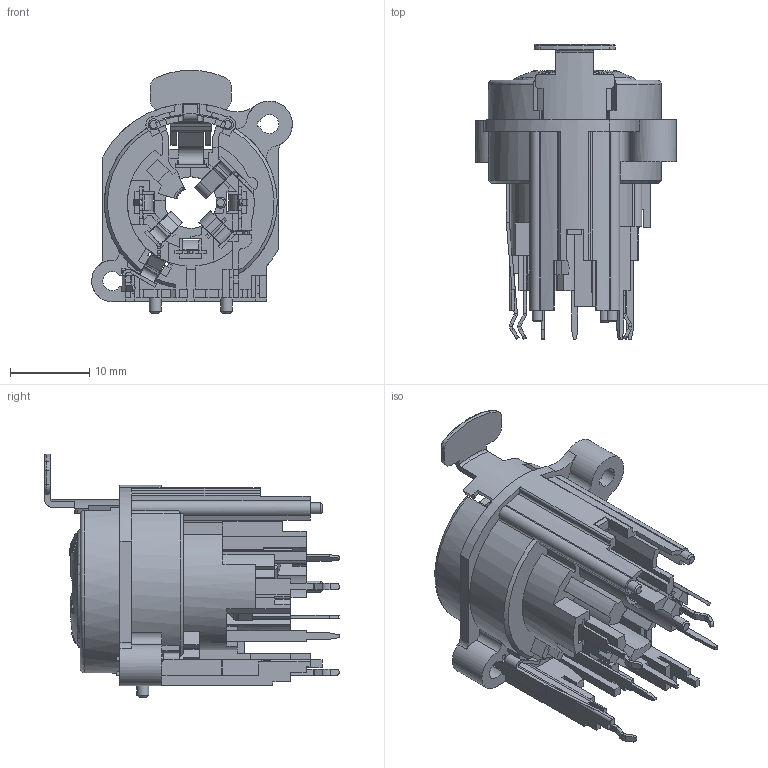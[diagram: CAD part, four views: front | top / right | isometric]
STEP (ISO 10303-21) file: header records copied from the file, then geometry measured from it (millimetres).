
FILE_DESCRIPTION((''),'2;1');
FILE_NAME('ACJC6AV2.stp','2014-12-17T17:44:41',('thien'),(''),'Autodesk Inventor 2012','Autodesk Inventor 2012','');
FILE_SCHEMA(('AUTOMOTIVE_DESIGN { 1 0 10303 214 1 1 1 1 }'));
Length unit declared in the file: millimetre
Products named in the file (2): Design Assy vert (SubstituteLevelofDetail1); Design Assy vert_Substitute_1
Assembly tree (1 placements, depth 2):
  Design Assy vert (SubstituteLevelofDetail1)
    Design Assy vert_Substitute_1
Bounding box: 25.3 x 37.19 x 30.68 mm (x, y, z)
Volume: 4723.4 mm3; surface area: 9227.8 mm2
Topology: 1 solids, 1 shells, 1227 faces, 3461 edges, 2224 vertices
Faces by surface type: plane 862, cylinder 198, bspline 141, torus 15, cone 11
Full cylindrical faces by diameter (mm): 1.5 x2, 6.5 x1
Entity records: 43200 total; most frequent: CARTESIAN_POINT 11176, ORIENTED_EDGE 6908, DIRECTION 5674, EDGE_CURVE 3454, VECTOR 2456, LINE 2456, VERTEX_POINT 2222, AXIS2_PLACEMENT_3D 1609
